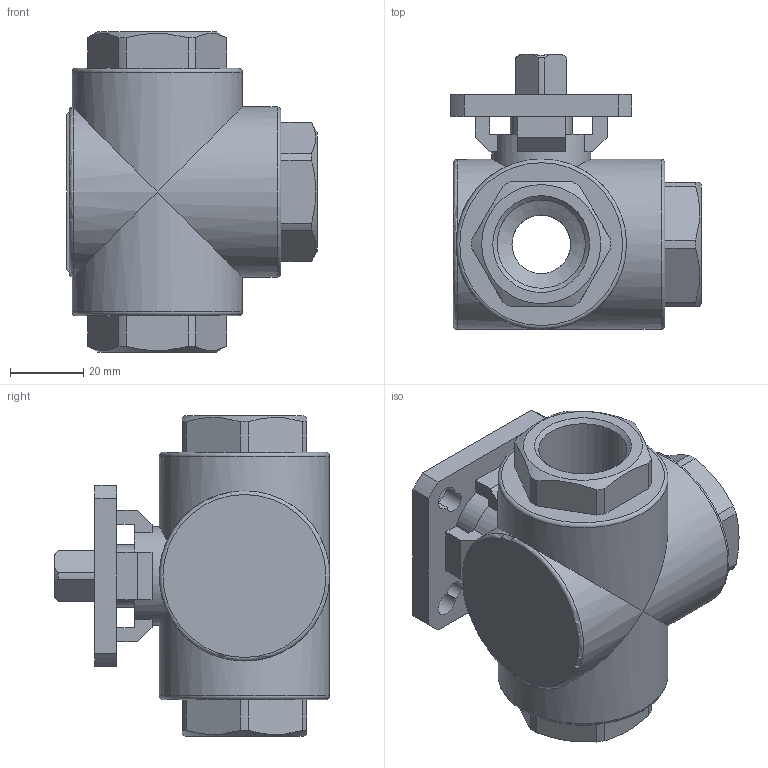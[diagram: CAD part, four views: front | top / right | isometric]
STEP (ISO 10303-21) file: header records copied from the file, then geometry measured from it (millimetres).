
FILE_DESCRIPTION(/* description */ ('STEP AP214'),/* implementation_level */ '2;1');
FILE_NAME(/* name */ '1692226_VZBA-3_4-GGG-63-32T-F0405-V4V4T',/* time_stamp */ '2024-09-18T00:34:57+02:00',/* author */ ('License CC BY-ND 4.0'),/* organization */ ('CADENAS'),/* preprocessor_version */ 'ST-DEVELOPER v19.3',/* originating_system */ 'PARTsolutions',/* authorisation */ ' ');
FILE_SCHEMA (('AUTOMOTIVE_DESIGN {1 0 10303 214 3 1 1}'));
Length unit declared in the file: millimetre
Products named in the file (1): 1692226 VZBA-3/4"-GGG-63-32T-F0405-V4V4T
Bounding box: 68.5 x 75.15 x 87.5 mm (x, y, z)
Volume: 152056.5 mm3; surface area: 33943.9 mm2
Topology: 1 solids, 1 shells, 130 faces, 373 edges, 244 vertices
Faces by surface type: plane 66, cylinder 47, cone 13, torus 4
Full cylindrical faces by diameter (mm): 16 x2, 17 x1, 24.117 x3, 27 x1, 31 x1, 46.5 x3
Entity records: 4253 total; most frequent: CARTESIAN_POINT 885, DIRECTION 694, ORIENTED_EDGE 682, EDGE_CURVE 341, AXIS2_PLACEMENT_3D 260, VERTEX_POINT 236, LINE 174, VECTOR 174
